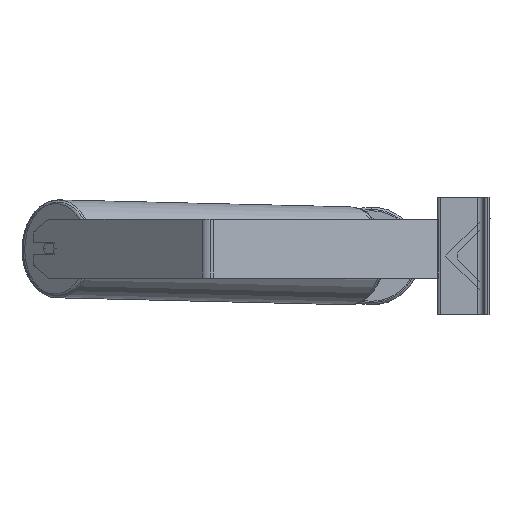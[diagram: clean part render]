
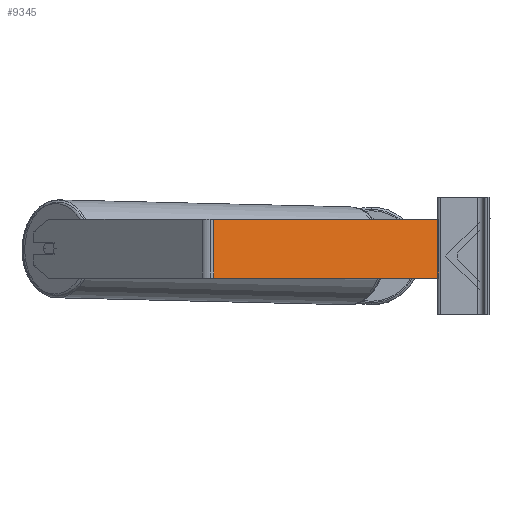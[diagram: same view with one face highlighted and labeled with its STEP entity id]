
A CAD part, left-side view. The second image highlights one B-rep face of the part: STEP entity #9345.
In plain terms, the highlighted planar face has unit normal (-0.966, -0.259, 0).
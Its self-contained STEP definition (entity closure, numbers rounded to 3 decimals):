
#354 = LINE ( 'NONE', #2187, #4261 ) ;
#439 = DIRECTION ( 'NONE',  ( -0.259, 0.966, 0. ) ) ;
#1075 = LINE ( 'NONE', #7147, #10860 ) ;
#1420 = VERTEX_POINT ( 'NONE', #6374 ) ;
#1544 = EDGE_CURVE ( 'NONE', #1420, #7968, #354, .T. ) ;
#1913 = CARTESIAN_POINT ( 'NONE',  ( -971.997, 323.945, 50. ) ) ;
#1924 = CARTESIAN_POINT ( 'NONE',  ( -971.997, 323.945, 50. ) ) ;
#2006 = LINE ( 'NONE', #1913, #8869 ) ;
#2061 = VERTEX_POINT ( 'NONE', #10589 ) ;
#2187 = CARTESIAN_POINT ( 'NONE',  ( -971.997, 323.945, -30. ) ) ;
#2263 = DIRECTION ( 'NONE',  ( 0.966, 0.259, 0. ) ) ;
#2802 = CARTESIAN_POINT ( 'NONE',  ( -887.727, 9.447, -30. ) ) ;
#2837 = DIRECTION ( 'NONE',  ( 0., 0., -1. ) ) ;
#3557 = ORIENTED_EDGE ( 'NONE', *, *, #1544, .T. ) ;
#3742 = ORIENTED_EDGE ( 'NONE', *, *, #6456, .F. ) ;
#4261 = VECTOR ( 'NONE', #7120, 1000. ) ;
#4344 = VECTOR ( 'NONE', #10015, 1000. ) ;
#4685 = CARTESIAN_POINT ( 'NONE',  ( -969.606, 315.023, 50. ) ) ;
#4907 = VERTEX_POINT ( 'NONE', #9912 ) ;
#5374 = EDGE_CURVE ( 'NONE', #4907, #1420, #9900, .T. ) ;
#5661 = AXIS2_PLACEMENT_3D ( 'NONE', #1924, #2263, #439 ) ;
#6264 = DIRECTION ( 'NONE',  ( 0.259, -0.966, 0. ) ) ;
#6374 = CARTESIAN_POINT ( 'NONE',  ( -969.606, 315.023, -30. ) ) ;
#6456 = EDGE_CURVE ( 'NONE', #4907, #2061, #2006, .T. ) ;
#7120 = DIRECTION ( 'NONE',  ( 0.259, -0.966, 0. ) ) ;
#7147 = CARTESIAN_POINT ( 'NONE',  ( -887.727, 9.447, 50. ) ) ;
#7337 = EDGE_LOOP ( 'NONE', ( #3557, #9568, #3742, #7342 ) ) ;
#7342 = ORIENTED_EDGE ( 'NONE', *, *, #5374, .T. ) ;
#7471 = EDGE_CURVE ( 'NONE', #2061, #7968, #1075, .T. ) ;
#7968 = VERTEX_POINT ( 'NONE', #2802 ) ;
#8869 = VECTOR ( 'NONE', #6264, 1000. ) ;
#9345 = ADVANCED_FACE ( 'NONE', ( #9669 ), #10517, .F. ) ;
#9568 = ORIENTED_EDGE ( 'NONE', *, *, #7471, .F. ) ;
#9669 = FACE_OUTER_BOUND ( 'NONE', #7337, .T. ) ;
#9900 = LINE ( 'NONE', #4685, #4344 ) ;
#9912 = CARTESIAN_POINT ( 'NONE',  ( -969.606, 315.023, 50. ) ) ;
#10015 = DIRECTION ( 'NONE',  ( 0., 0., -1. ) ) ;
#10517 = PLANE ( 'NONE',  #5661 ) ;
#10589 = CARTESIAN_POINT ( 'NONE',  ( -887.727, 9.447, 50. ) ) ;
#10860 = VECTOR ( 'NONE', #2837, 1000. ) ;
